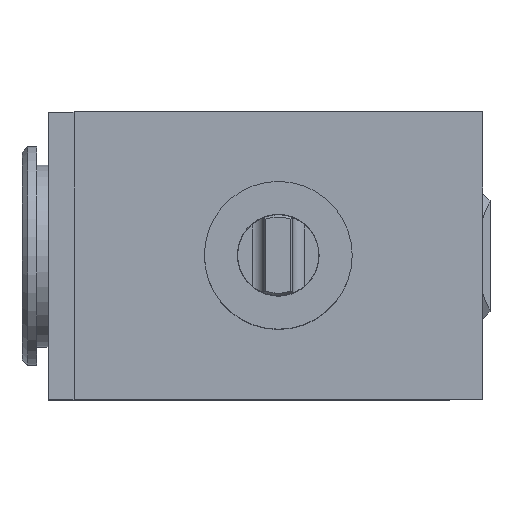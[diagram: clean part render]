
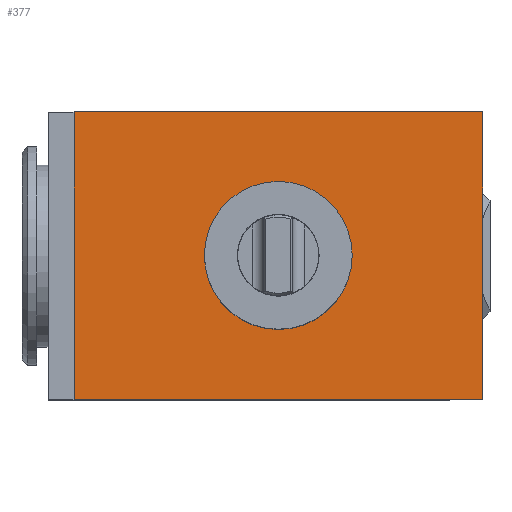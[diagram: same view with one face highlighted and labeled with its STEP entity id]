
A CAD part, top view. The second image highlights one B-rep face of the part: STEP entity #377.
In plain terms, the highlighted planar face has unit normal (0, 0, 1).
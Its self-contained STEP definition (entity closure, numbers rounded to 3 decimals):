
#88=LINE('',#2195,#182);
#89=LINE('',#2198,#183);
#90=LINE('',#2200,#184);
#91=LINE('',#2202,#185);
#182=VECTOR('',#1644,1.);
#183=VECTOR('',#1645,1.);
#184=VECTOR('',#1646,1.);
#185=VECTOR('',#1647,1.);
#262=PLANE('',#1386);
#377=ADVANCED_FACE('',(#471,#472),#262,.T.);
#471=FACE_BOUND('',#537,.T.);
#472=FACE_BOUND('',#538,.T.);
#537=EDGE_LOOP('',(#725,#726,#727,#728));
#538=EDGE_LOOP('',(#729));
#725=ORIENTED_EDGE('',*,*,#1157,.F.);
#726=ORIENTED_EDGE('',*,*,#1158,.F.);
#727=ORIENTED_EDGE('',*,*,#1159,.T.);
#728=ORIENTED_EDGE('',*,*,#1160,.T.);
#729=ORIENTED_EDGE('',*,*,#1140,.T.);
#1002=VERTEX_POINT('',#2160);
#1018=VERTEX_POINT('',#2196);
#1019=VERTEX_POINT('',#2197);
#1020=VERTEX_POINT('',#2199);
#1021=VERTEX_POINT('',#2201);
#1140=EDGE_CURVE('',#1002,#1002,#1269,.T.);
#1157=EDGE_CURVE('',#1018,#1019,#88,.T.);
#1158=EDGE_CURVE('',#1020,#1018,#89,.T.);
#1159=EDGE_CURVE('',#1020,#1021,#90,.T.);
#1160=EDGE_CURVE('',#1021,#1019,#91,.T.);
#1269=CIRCLE('',#1380,19.9);
#1380=AXIS2_PLACEMENT_3D('',#2159,#1618,#1619);
#1386=AXIS2_PLACEMENT_3D('',#2203,#1648,#1649);
#1618=DIRECTION('',(0.,0.,-1.));
#1619=DIRECTION('',(-1.,0.,0.));
#1644=DIRECTION('',(1.,0.,0.));
#1645=DIRECTION('',(0.,1.,0.));
#1646=DIRECTION('',(1.,0.,0.));
#1647=DIRECTION('',(0.,1.,0.));
#1648=DIRECTION('',(0.,0.,1.));
#1649=DIRECTION('',(1.,0.,0.));
#2159=CARTESIAN_POINT('',(0.,0.,0.));
#2160=CARTESIAN_POINT('',(-19.9,0.,0.));
#2195=CARTESIAN_POINT('',(-55.,38.7,0.));
#2196=CARTESIAN_POINT('',(-55.,38.7,0.));
#2197=CARTESIAN_POINT('',(55.,38.7,0.));
#2198=CARTESIAN_POINT('',(-55.,-38.7,0.));
#2199=CARTESIAN_POINT('',(-55.,-38.7,0.));
#2200=CARTESIAN_POINT('',(-55.,-38.7,0.));
#2201=CARTESIAN_POINT('',(55.,-38.7,0.));
#2202=CARTESIAN_POINT('',(55.,-38.7,0.));
#2203=CARTESIAN_POINT('',(-55.,-38.7,0.));
